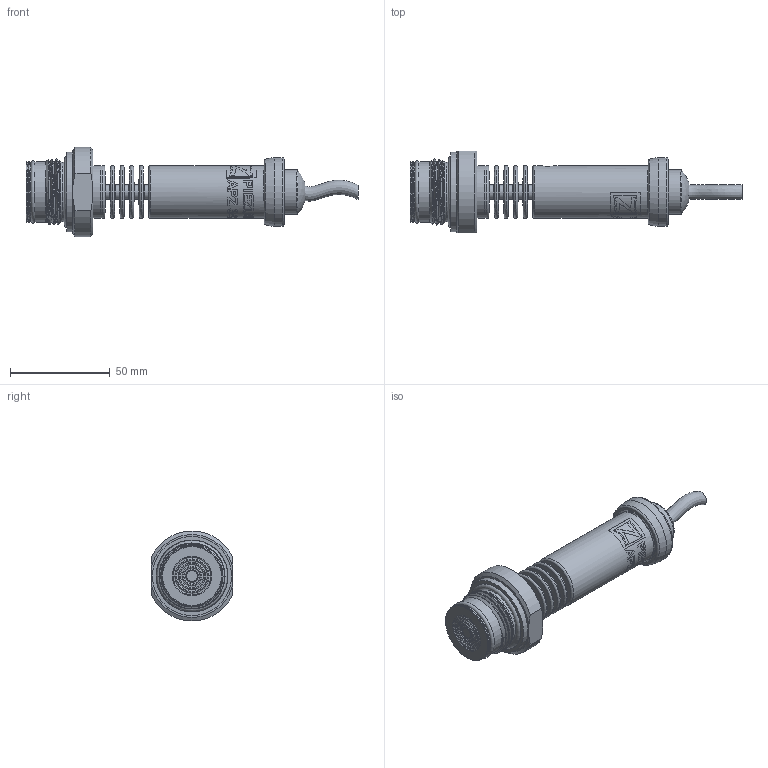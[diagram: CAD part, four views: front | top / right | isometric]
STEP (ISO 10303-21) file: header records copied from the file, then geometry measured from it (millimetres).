
FILE_DESCRIPTION(/* description */ (''),/* implementation_level */ '2;1');
FILE_NAME(/* name */ 'APZ3420m_G1DIN-solidflush_radiator_5.step',/* time_stamp */ '2021-07-06T15:53:22+03:00',/* author */ (''),/* organization */ (''),/* preprocessor_version */ 'ST-DEVELOPER v18.1',/* originating_system */ 'Autodesk Translation Framework v10.9.0.1377',/* authorisation */ '');
FILE_SCHEMA (('AUTOMOTIVE_DESIGN { 1 0 10303 214 3 1 1 }'));
Length unit declared in the file: millimetre
Products named in the file (7): АПЗ 3420м заполненная; Stainless steel cable gland assembly; Stainless steel cable gland; Stainless steel cable gland nut; wire; shell radiator; G1 flush diaphragm
Assembly tree (6 placements, depth 3):
  АПЗ 3420м заполненная
    Stainless steel cable gland assembly
      Stainless steel cable gland
      Stainless steel cable gland nut
      wire
    shell radiator
    G1 flush diaphragm
Bounding box: 166.23 x 41 x 45 mm (x, y, z)
Volume: 85655.3 mm3; surface area: 29206.1 mm2
Topology: 7 solids, 7 shells, 476 faces, 1248 edges, 824 vertices
Faces by surface type: bspline 271, cylinder 77, plane 54, torus 46, cone 27, sphere 1
Full cylindrical faces by diameter (mm): 2 x2, 4 x1, 7.183 x1, 7.2 x1, 7.5 x5, 13 x1, 21.4 x1, 22.3 x2, 22.5 x1, 24.5 x3, 25.132 x4, 25.526 x2, 26.5 x6, 27.1 x1, 27.208 x3, 27.7 x1, 29.4 x1, 29.6 x1, 30.05 x3, 30.291 x1, 34.5 x1, 35.6 x1, 39.6 x1
Entity records: 24050 total; most frequent: CARTESIAN_POINT 13860, ORIENTED_EDGE 2496, DIRECTION 1319, EDGE_CURVE 1248, VERTEX_POINT 824, B_SPLINE_CURVE_WITH_KNOTS 604, EDGE_LOOP 522, FACE_OUTER_BOUND 476
